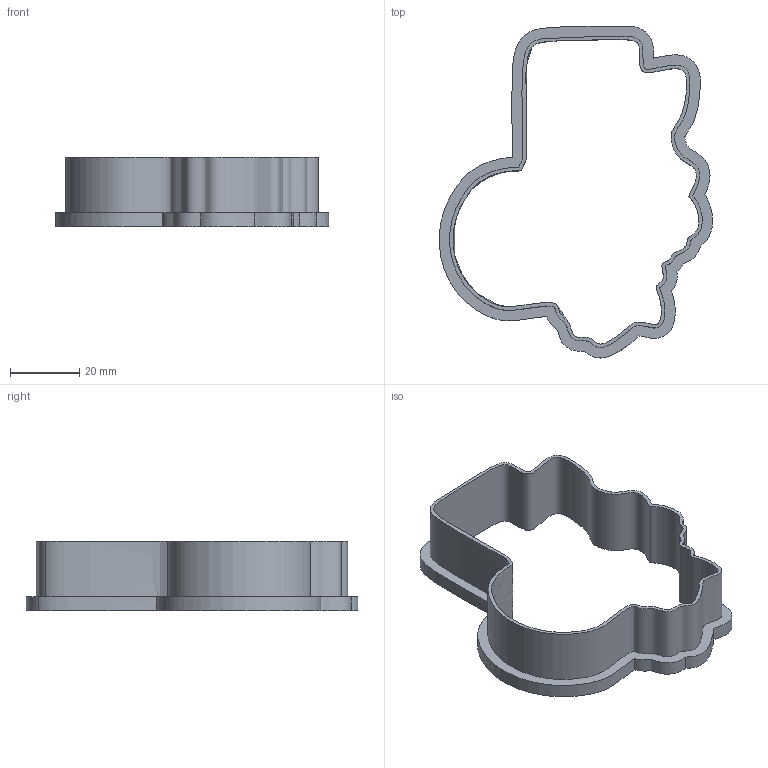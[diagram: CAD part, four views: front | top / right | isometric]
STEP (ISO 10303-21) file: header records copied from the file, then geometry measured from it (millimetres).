
FILE_DESCRIPTION(/* description */ (''),/* implementation_level */ '2;1');
FILE_NAME(/* name */ 'J.step',/* time_stamp */ '2025-04-18T22:32:09-05:00',/* author */ (''),/* organization */ (''),/* preprocessor_version */ 'ST-DEVELOPER v20.1',/* originating_system */ 'Autodesk Translation Framework v14.4.0.0',/* authorisation */ '');
FILE_SCHEMA (('AUTOMOTIVE_DESIGN { 1 0 10303 214 3 1 1 }'));
Length unit declared in the file: inch
Products named in the file (2): (Unsaved); J
Assembly tree (1 placements, depth 2):
  (Unsaved)
    J
Bounding box: 79.06 x 96.04 x 20 mm (x, y, z)
Volume: 15232 mm3; surface area: 13882.8 mm2
Topology: 1 solids, 1 shells, 21 faces, 54 edges, 36 vertices
Faces by surface type: bspline 18, plane 3
Entity records: 3600 total; most frequent: CARTESIAN_POINT 3156, ORIENTED_EDGE 108, EDGE_CURVE 54, VERTEX_POINT 36, B_SPLINE_CURVE_WITH_KNOTS 34, DIRECTION 30, EDGE_LOOP 24, FACE_OUTER_BOUND 21
